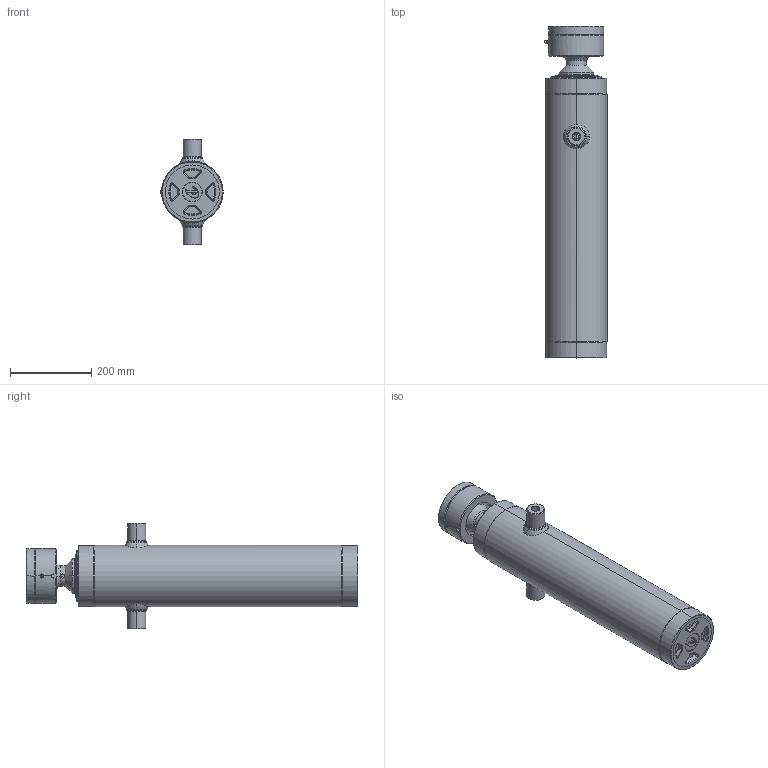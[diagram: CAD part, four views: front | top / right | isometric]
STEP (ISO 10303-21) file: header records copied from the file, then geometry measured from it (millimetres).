
FILE_DESCRIPTION (( 'STEP AP203' ), '1' );
FILE_NAME ('316.IR.STEP', '2023-09-13T10:51:14', ( '' ), ( '' ), 'SwSTEP 2.0', 'SolidWorks 2021', '' );
FILE_SCHEMA (( 'CONFIG_CONTROL_DESIGN' ));
Length unit declared in the file: millimetre
Products named in the file (1): 316.IR
Bounding box: 153.25 x 816 x 260.5 mm (x, y, z)
Surface area: 1103076.6 mm2 (no closed solid volume)
Topology: 0 solids, 18 shells, 262 faces, 716 edges, 457 vertices
Faces by surface type: cylinder 75, cone 73, torus 66, plane 40, bspline 6, sphere 2
Entity records: 9879 total; most frequent: CARTESIAN_POINT 3161, DIRECTION 1571, ORIENTED_EDGE 1197, EDGE_CURVE 711, AXIS2_PLACEMENT_3D 663, VERTEX_POINT 454, CIRCLE 406, EDGE_LOOP 278
